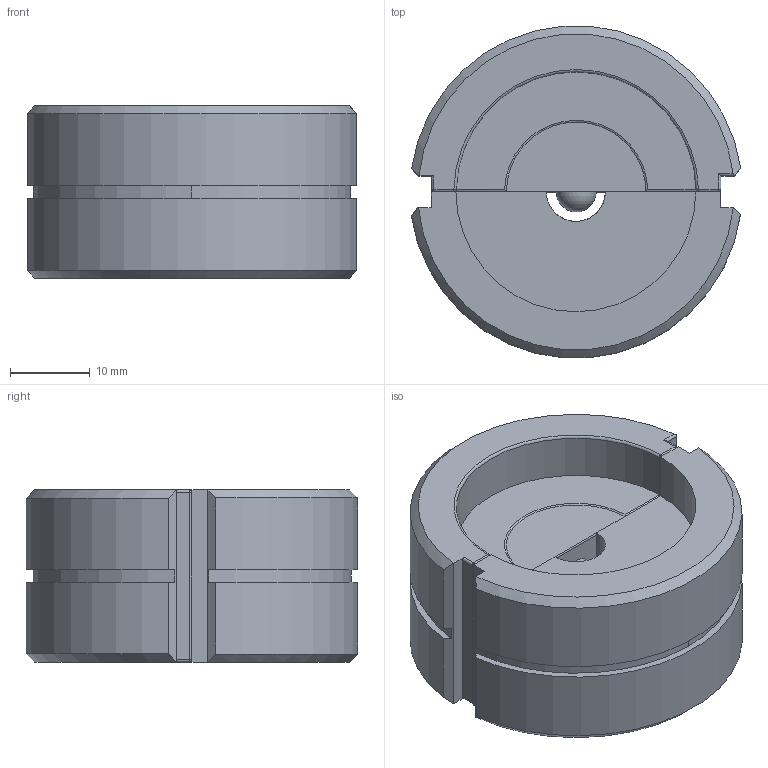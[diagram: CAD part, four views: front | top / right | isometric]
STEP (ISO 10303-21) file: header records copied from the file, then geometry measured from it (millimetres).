
FILE_DESCRIPTION (( 'STEP AP214' ), '1' );
FILE_NAME ('2040-035A.STEP', '2024-09-24T07:37:00', ( '' ), ( '' ), 'SwSTEP 2.0', 'SolidWorks 2022', '' );
FILE_SCHEMA (( 'AUTOMOTIVE_DESIGN' ));
Length unit declared in the file: millimetre
Products named in the file (3): 2040-035.1; 2040-035.2; 2040-035A
Assembly tree (2 placements, depth 2):
  2040-035A
    2040-035.1
    2040-035.2
Bounding box: 41.31 x 41.56 x 21.6 mm (x, y, z)
Volume: 19964.7 mm3; surface area: 7707 mm2
Topology: 2 solids, 2 shells, 92 faces, 243 edges, 152 vertices
Faces by surface type: plane 38, cylinder 31, bspline 9, sphere 7, cone 4, torus 3
Entity records: 3568 total; most frequent: CARTESIAN_POINT 1308, ORIENTED_EDGE 470, DIRECTION 424, EDGE_CURVE 235, AXIS2_PLACEMENT_3D 152, VERTEX_POINT 151, LINE 120, VECTOR 120
